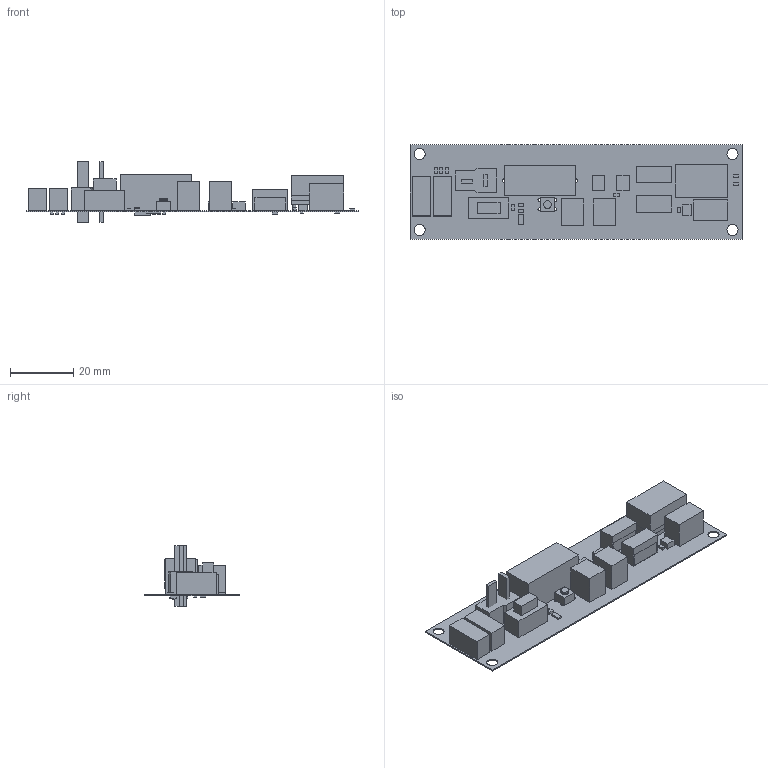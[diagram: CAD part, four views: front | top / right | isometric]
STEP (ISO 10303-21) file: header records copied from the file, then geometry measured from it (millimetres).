
FILE_DESCRIPTION(('Open CASCADE Model'),'2;1');
FILE_NAME('Open CASCADE Shape Model','2024-04-04T09:36:09',('Author'),( 'Open CASCADE'),'Open CASCADE STEP processor 7.5','Open CASCADE 7.5' ,'Unknown');
FILE_SCHEMA(('AUTOMOTIVE_DESIGN { 1 0 10303 214 1 1 1 1 }'));
Length unit declared in the file: millimetre
Products named in the file (97): PCB; Board; Open CASCADE STEP translator 7.5 3.1.1; P4; 6215997056; Extruded; S2; 6216003696; 6216003536; R13; 5758459936; P8; 6216003136; 6216003056; P7; U2; 6216006496; Cylinder; 6216006256; 5758547872; 5758551152; U1; 5758550112; S1; 6216006576; 6216005856; R12; R11; 5758460256; R10; R9; 5758544592; R8; R7; R6; R5; R4; R3; R2; R1 ...
Assembly tree (123 placements, depth 4):
  PCB
    Board
      Open CASCADE STEP translator 7.5 3.1.1
    P4
      6215997056
        Extruded
    S2
      6216003696
        Extruded
      6216003536
        Extruded
    R13
      5758459936
        Extruded
    P8
      6216003136
        Extruded
      6216003056
        Extruded
    P7
      6216003136
        Extruded
      6216003056
        Extruded
    U2
      6216006496  x6
        Cylinder
      6216006256
        Extruded
      5758547872
        Extruded
      5758551152
        Extruded
    U1
      5758550112
        Extruded
    S1
      6216006576
        Extruded
      6216005856
        Extruded
    R12
      5758459936
        Extruded
    R11
      5758460256
        Extruded
    R10
      5758460256
        Extruded
    R9
      5758544592
        Extruded
    R8
      5758459936
        Extruded
    R7
      5758459936
        Extruded
    R6
Bounding box: 105.05 x 30 x 19.25 mm (x, y, z)
Volume: 10918.5 mm3; surface area: 14205.5 mm2
Topology: 55 solids, 55 shells, 407 faces, 891 edges, 594 vertices
Faces by surface type: plane 348, cylinder 59
Full cylindrical faces by diameter (mm): 0.8 x12, 0.9 x8, 1 x16, 1.1 x4, 1.2 x4, 1.3 x2, 1.5 x2, 1.9 x3, 3.5 x4
Entity records: 9805 total; most frequent: DIRECTION 1488, CARTESIAN_POINT 1404, ORIENTED_EDGE 1224, EDGE_CURVE 612, LINE 504, VECTOR 504, AXIS2_PLACEMENT_3D 492, VERTEX_POINT 408
